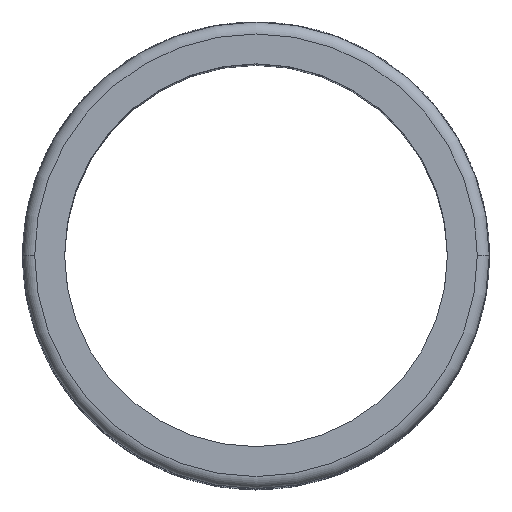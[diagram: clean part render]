
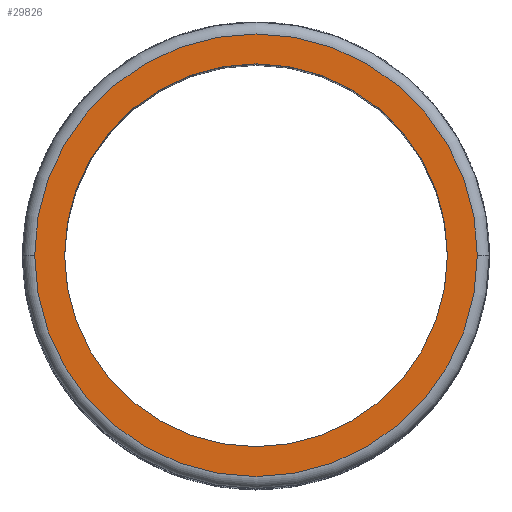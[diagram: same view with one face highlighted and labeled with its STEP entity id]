
A CAD part, top view. The second image highlights one B-rep face of the part: STEP entity #29826.
In plain terms, the highlighted planar face has unit normal (0, 0, 1).
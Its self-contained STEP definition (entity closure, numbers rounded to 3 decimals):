
#249 = CARTESIAN_POINT ( 'NONE',  ( 0., 0., 0. ) ) ;
#887 = CARTESIAN_POINT ( 'NONE',  ( -18.5, 0., 0. ) ) ;
#1171 = FACE_OUTER_BOUND ( 'NONE', #19718, .T. ) ;
#1760 = EDGE_CURVE ( 'NONE', #8628, #23104, #8353, .T. ) ;
#2279 = CARTESIAN_POINT ( 'NONE',  ( 18.5, 0., 0. ) ) ;
#2357 = DIRECTION ( 'NONE',  ( 1., 0., 0. ) ) ;
#2875 = CARTESIAN_POINT ( 'NONE',  ( -16., 0., 0. ) ) ;
#3451 = EDGE_CURVE ( 'NONE', #23104, #8628, #10562, .T. ) ;
#4320 = CARTESIAN_POINT ( 'NONE',  ( 16., 0., 0. ) ) ;
#5729 = AXIS2_PLACEMENT_3D ( 'NONE', #15825, #12920, #18521 ) ;
#6911 = AXIS2_PLACEMENT_3D ( 'NONE', #249, #30955, #28267 ) ;
#7625 = CIRCLE ( 'NONE', #17199, 16. ) ;
#8353 = CIRCLE ( 'NONE', #23920, 18.5 ) ;
#8490 = AXIS2_PLACEMENT_3D ( 'NONE', #29019, #26337, #23925 ) ;
#8628 = VERTEX_POINT ( 'NONE', #887 ) ;
#8736 = ORIENTED_EDGE ( 'NONE', *, *, #32617, .F. ) ;
#10562 = CIRCLE ( 'NONE', #6911, 18.5 ) ;
#12920 = DIRECTION ( 'NONE',  ( 0., 0., 1. ) ) ;
#13458 = CARTESIAN_POINT ( 'NONE',  ( 0., 0., 0. ) ) ;
#15313 = DIRECTION ( 'NONE',  ( 0., 0., 1. ) ) ;
#15565 = ORIENTED_EDGE ( 'NONE', *, *, #1760, .T. ) ;
#15825 = CARTESIAN_POINT ( 'NONE',  ( 0., 0., 0. ) ) ;
#16052 = CIRCLE ( 'NONE', #8490, 16. ) ;
#17199 = AXIS2_PLACEMENT_3D ( 'NONE', #35064, #15313, #29329 ) ;
#17772 = FACE_BOUND ( 'NONE', #22043, .T. ) ;
#18521 = DIRECTION ( 'NONE',  ( 1., 0., 0. ) ) ;
#19718 = EDGE_LOOP ( 'NONE', ( #20354, #15565 ) ) ;
#20354 = ORIENTED_EDGE ( 'NONE', *, *, #3451, .T. ) ;
#20425 = VERTEX_POINT ( 'NONE', #2875 ) ;
#22043 = EDGE_LOOP ( 'NONE', ( #33935, #8736 ) ) ;
#23104 = VERTEX_POINT ( 'NONE', #2279 ) ;
#23518 = VERTEX_POINT ( 'NONE', #4320 ) ;
#23920 = AXIS2_PLACEMENT_3D ( 'NONE', #13458, #32938, #2357 ) ;
#23925 = DIRECTION ( 'NONE',  ( 1., 0., 0. ) ) ;
#26337 = DIRECTION ( 'NONE',  ( 0., 0., 1. ) ) ;
#28267 = DIRECTION ( 'NONE',  ( 1., 0., 0. ) ) ;
#28815 = EDGE_CURVE ( 'NONE', #23518, #20425, #16052, .T. ) ;
#29019 = CARTESIAN_POINT ( 'NONE',  ( 0., 0., 0. ) ) ;
#29329 = DIRECTION ( 'NONE',  ( 1., 0., 0. ) ) ;
#29826 = ADVANCED_FACE ( 'NONE', ( #1171, #17772 ), #35337, .T. ) ;
#30955 = DIRECTION ( 'NONE',  ( 0., 0., 1. ) ) ;
#32617 = EDGE_CURVE ( 'NONE', #20425, #23518, #7625, .T. ) ;
#32938 = DIRECTION ( 'NONE',  ( 0., 0., 1. ) ) ;
#33935 = ORIENTED_EDGE ( 'NONE', *, *, #28815, .F. ) ;
#35064 = CARTESIAN_POINT ( 'NONE',  ( 0., 0., 0. ) ) ;
#35337 = PLANE ( 'NONE',  #5729 ) ;
